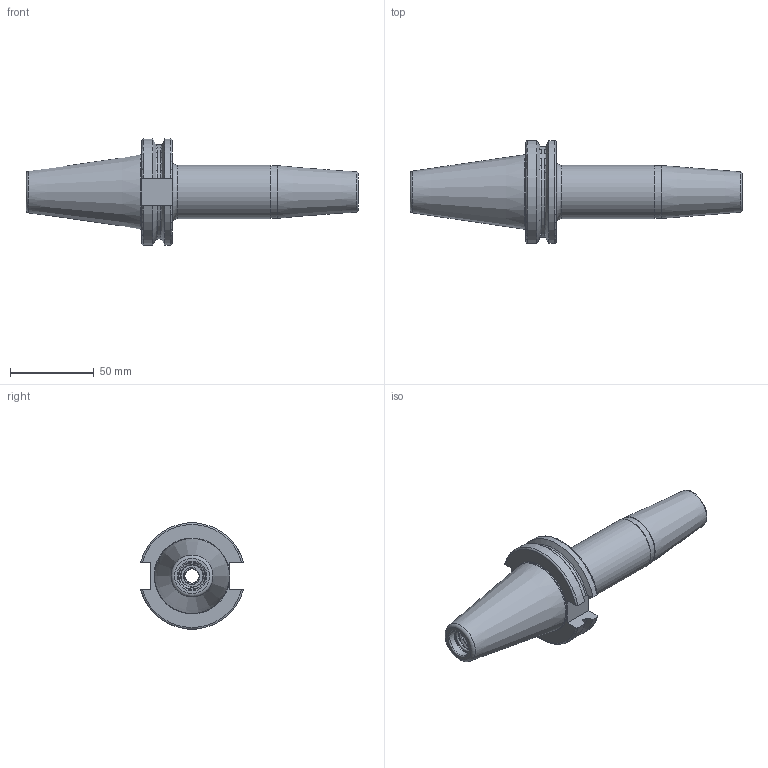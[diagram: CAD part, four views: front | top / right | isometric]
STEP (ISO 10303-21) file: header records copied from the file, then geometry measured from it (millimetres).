
FILE_DESCRIPTION(/* description */ (''),/* implementation_level */ '2;1');
FILE_NAME(/* name */ 'CAT40-SD050-130-B-X v1.step',/* time_stamp */ '2023-05-11T12:12:00-05:00',/* author */ (''),/* organization */ (''),/* preprocessor_version */ 'ST-DEVELOPER v19.2',/* originating_system */ 'Autodesk Translation Framework v12.4.0.73',/* authorisation */ '');
FILE_SCHEMA (('AUTOMOTIVE_DESIGN { 1 0 10303 214 3 1 1 }'));
Length unit declared in the file: millimetre
Products named in the file (1): CAT40-SD050-130-B-X
Bounding box: 198.25 x 61.4 x 63.31 mm (x, y, z)
Volume: 169673.9 mm3; surface area: 36818 mm2
Topology: 1 solids, 1 shells, 186 faces, 529 edges, 348 vertices
Faces by surface type: cylinder 118, plane 21, cone 18, torus 16, bspline 13
Full cylindrical faces by diameter (mm): 2.529 x11, 3.086 x4, 8.526 x15, 10 x1, 10.198 x15, 12.7 x1, 13 x1, 13.541 x10, 14 x1, 15.875 x9, 16.3 x1, 16.8 x1, 32 x1
Entity records: 15579 total; most frequent: CARTESIAN_POINT 11231, ORIENTED_EDGE 1052, DIRECTION 689, EDGE_CURVE 526, VERTEX_POINT 348, AXIS2_PLACEMENT_3D 271, B_SPLINE_CURVE_WITH_KNOTS 270, EDGE_LOOP 196
